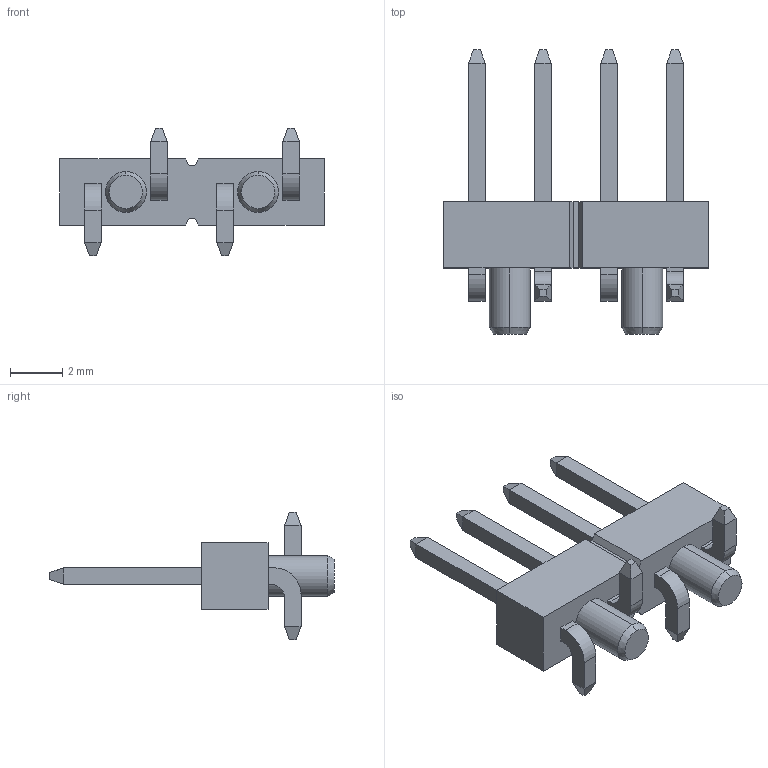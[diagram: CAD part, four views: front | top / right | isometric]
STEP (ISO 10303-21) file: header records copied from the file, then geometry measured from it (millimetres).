
FILE_DESCRIPTION (( 'STEP AP214' ), '1' );
FILE_NAME ('Samtec-TSM-104-01-S-SV-A.step', '2012-07-06T00:56:34', ( 'sysAdmin' ), ( 'SolidWorks' ), 'SwSTEP 2.0', 'SolidWorks 2012', '' );
FILE_SCHEMA (( 'AUTOMOTIVE_DESIGN' ));
Length unit declared in the file: inch
Products named in the file (1): Samtec-TSM-104-01-S-SV-A
Bounding box: 10.16 x 10.92 x 4.9 mm (x, y, z)
Volume: 88.5 mm3; surface area: 226.9 mm2
Topology: 1 solids, 1 shells, 112 faces, 264 edges, 164 vertices
Faces by surface type: plane 96, cylinder 12, cone 4
Entity records: 3480 total; most frequent: CARTESIAN_POINT 541, ORIENTED_EDGE 528, DIRECTION 518, EDGE_CURVE 264, LINE 236, VECTOR 236, VERTEX_POINT 164, AXIS2_PLACEMENT_3D 141
